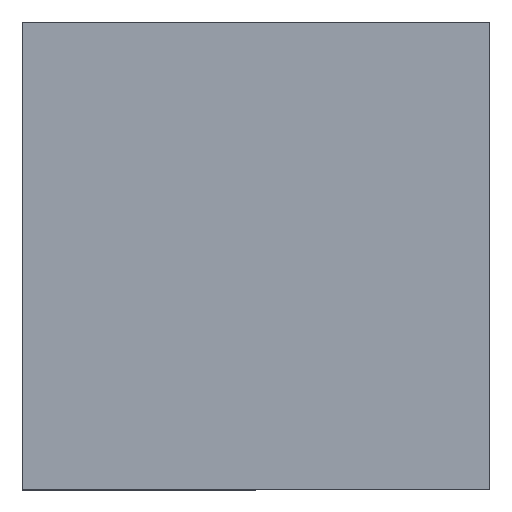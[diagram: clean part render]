
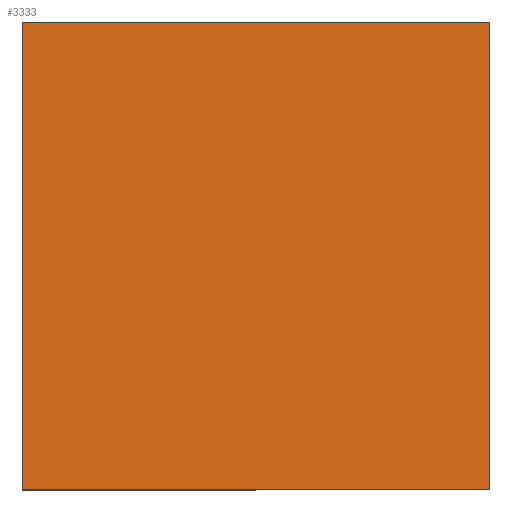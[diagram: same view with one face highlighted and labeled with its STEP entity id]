
A CAD part, top view. The second image highlights one B-rep face of the part: STEP entity #3333.
In plain terms, the highlighted planar face has unit normal (0, 0, 1).
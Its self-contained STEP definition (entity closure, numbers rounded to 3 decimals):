
#3203=CARTESIAN_POINT('',(-6.55,6.55,1.55));
#3204=VERTEX_POINT('',#3203);
#3205=CARTESIAN_POINT('',(6.55,6.55,1.55));
#3206=VERTEX_POINT('',#3205);
#3207=CARTESIAN_POINT('',(-6.55,6.55,1.55));
#3208=DIRECTION('',(1.0,0.0,0.0));
#3209=VECTOR('',#3208,13.1);
#3210=LINE('',#3207,#3209);
#3211=EDGE_CURVE('',#3204,#3206,#3210,.T.);
#3243=CARTESIAN_POINT('',(6.55,-6.55,1.55));
#3244=VERTEX_POINT('',#3243);
#3245=CARTESIAN_POINT('',(6.55,6.55,1.55));
#3246=DIRECTION('',(0.0,-1.0,0.0));
#3247=VECTOR('',#3246,13.1);
#3248=LINE('',#3245,#3247);
#3249=EDGE_CURVE('',#3206,#3244,#3248,.T.);
#3274=CARTESIAN_POINT('',(-6.55,-6.55,1.55));
#3275=VERTEX_POINT('',#3274);
#3276=CARTESIAN_POINT('',(6.55,-6.55,1.55));
#3277=DIRECTION('',(-1.0,0.0,0.0));
#3278=VECTOR('',#3277,13.1);
#3279=LINE('',#3276,#3278);
#3280=EDGE_CURVE('',#3244,#3275,#3279,.T.);
#3305=CARTESIAN_POINT('',(-6.55,-6.55,1.55));
#3306=DIRECTION('',(0.0,1.0,0.0));
#3307=VECTOR('',#3306,13.1);
#3308=LINE('',#3305,#3307);
#3309=EDGE_CURVE('',#3275,#3204,#3308,.T.);
#3322=CARTESIAN_POINT('',(0.,0.,1.55));
#3323=DIRECTION('',(0.0,0.0,1.0));
#3324=DIRECTION('',(0.0,1.0,0.0));
#3325=AXIS2_PLACEMENT_3D('',#3322,#3323,#3324);
#3326=PLANE('',#3325);
#3327=ORIENTED_EDGE('',*,*,#3211,.F.);
#3328=ORIENTED_EDGE('',*,*,#3309,.F.);
#3329=ORIENTED_EDGE('',*,*,#3280,.F.);
#3330=ORIENTED_EDGE('',*,*,#3249,.F.);
#3331=EDGE_LOOP('',(#3327,#3328,#3329,#3330));
#3332=FACE_OUTER_BOUND('',#3331,.T.);
#3333=ADVANCED_FACE('',(#3332),#3326,.T.);
